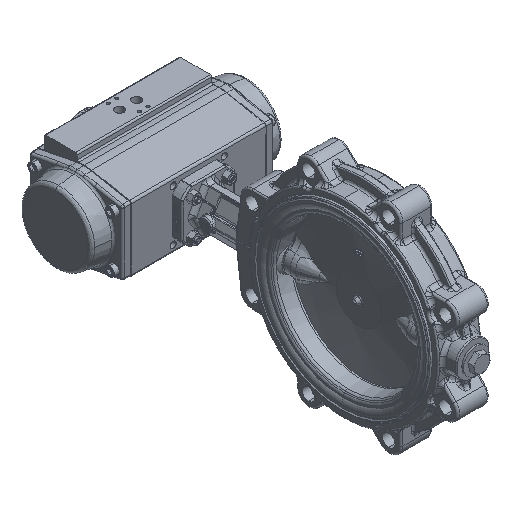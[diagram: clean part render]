
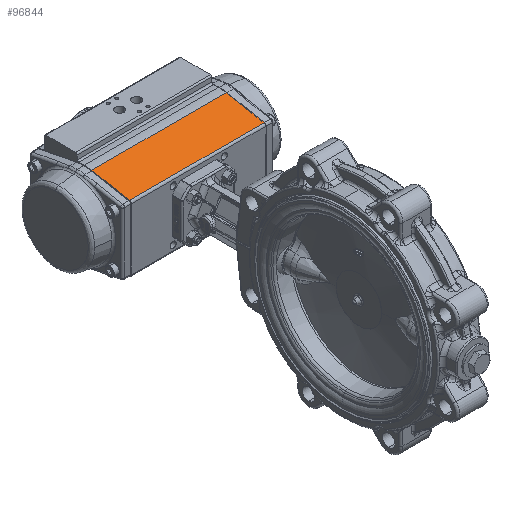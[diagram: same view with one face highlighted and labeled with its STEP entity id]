
A CAD part, isometric view. The second image highlights one B-rep face of the part: STEP entity #96844.
In plain terms, the highlighted planar face has unit normal (0, 0.185, -0.983).
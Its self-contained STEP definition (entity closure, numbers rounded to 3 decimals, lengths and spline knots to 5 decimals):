
#243 = CARTESIAN_POINT ( 'NONE',  ( -0.15315, 0.19175, 0.48113 ) ) ;
#1066 = EDGE_LOOP ( 'NONE', ( #34478, #70284, #64744, #39219 ) ) ;
#1270 = DIRECTION ( 'NONE',  ( 1., 0., 0. ) ) ;
#2706 = LINE ( 'NONE', #63339, #81427 ) ;
#5057 = LINE ( 'NONE', #58193, #37816 ) ;
#6178 = DIRECTION ( 'NONE',  ( 0., 0.185, -0.983 ) ) ;
#7451 = VECTOR ( 'NONE', #1270, 1. ) ;
#16155 = CARTESIAN_POINT ( 'NONE',  ( -0.15315, 0.13833, 0.47108 ) ) ;
#21018 = CARTESIAN_POINT ( 'NONE',  ( 0.03685, 0.13833, 0.47108 ) ) ;
#21460 = CARTESIAN_POINT ( 'NONE',  ( -0.15315, 0.13833, 0.47108 ) ) ;
#22243 = VERTEX_POINT ( 'NONE', #243 ) ;
#23981 = VECTOR ( 'NONE', #39202, 1. ) ;
#30724 = VERTEX_POINT ( 'NONE', #85249 ) ;
#32227 = AXIS2_PLACEMENT_3D ( 'NONE', #43780, #6178, #73827 ) ;
#34478 = ORIENTED_EDGE ( 'NONE', *, *, #68799, .T. ) ;
#37816 = VECTOR ( 'NONE', #50188, 1. ) ;
#39202 = DIRECTION ( 'NONE',  ( 0., 0.983, 0.185 ) ) ;
#39219 = ORIENTED_EDGE ( 'NONE', *, *, #66212, .T. ) ;
#43780 = CARTESIAN_POINT ( 'NONE',  ( 0.03685, 0.13833, 0.47108 ) ) ;
#50188 = DIRECTION ( 'NONE',  ( 0., -0.983, -0.185 ) ) ;
#58193 = CARTESIAN_POINT ( 'NONE',  ( 0.03685, 0.13833, 0.47108 ) ) ;
#63339 = CARTESIAN_POINT ( 'NONE',  ( 0.03685, 0.13833, 0.47108 ) ) ;
#63900 = CARTESIAN_POINT ( 'NONE',  ( 0.03685, 0.19175, 0.48113 ) ) ;
#64744 = ORIENTED_EDGE ( 'NONE', *, *, #75039, .T. ) ;
#66212 = EDGE_CURVE ( 'NONE', #30724, #83793, #5057, .T. ) ;
#68799 = EDGE_CURVE ( 'NONE', #83793, #73750, #2706, .T. ) ;
#70284 = ORIENTED_EDGE ( 'NONE', *, *, #70366, .T. ) ;
#70366 = EDGE_CURVE ( 'NONE', #73750, #22243, #92286, .T. ) ;
#73750 = VERTEX_POINT ( 'NONE', #21460 ) ;
#73827 = DIRECTION ( 'NONE',  ( 0., 0.983, 0.185 ) ) ;
#74823 = FACE_OUTER_BOUND ( 'NONE', #1066, .T. ) ;
#75039 = EDGE_CURVE ( 'NONE', #22243, #30724, #85430, .T. ) ;
#81427 = VECTOR ( 'NONE', #85870, 1. ) ;
#83793 = VERTEX_POINT ( 'NONE', #21018 ) ;
#85249 = CARTESIAN_POINT ( 'NONE',  ( 0.03685, 0.19175, 0.48113 ) ) ;
#85430 = LINE ( 'NONE', #63900, #7451 ) ;
#85870 = DIRECTION ( 'NONE',  ( -1., 0., 0. ) ) ;
#88828 = PLANE ( 'NONE',  #32227 ) ;
#92286 = LINE ( 'NONE', #16155, #23981 ) ;
#96844 = ADVANCED_FACE ( 'NONE', ( #74823 ), #88828, .T. ) ;
